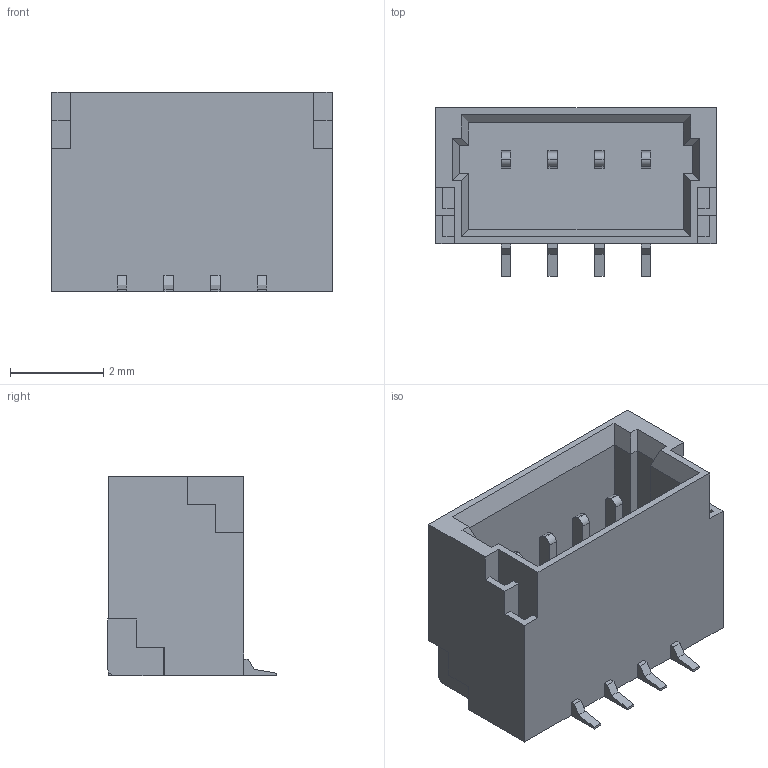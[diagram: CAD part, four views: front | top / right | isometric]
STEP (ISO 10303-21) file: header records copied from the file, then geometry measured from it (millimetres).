
FILE_DESCRIPTION (( 'STEP AP214' ), '1' );
FILE_NAME ('CONN-SMD_4P-L6.0-W2.9-H4.3-P1.0.step', '2022-08-08T03:31:52', ( '' ), ( '' ), 'SwSTEP 2.0', 'SolidWorks 2020', '' );
FILE_SCHEMA (( 'AUTOMOTIVE_DESIGN' ));
Length unit declared in the file: millimetre
Products named in the file (1): CONN-SMD_4P-L6.0-W2.9-H4.3-P1.0
Bounding box: 6 x 3.61 x 4.26 mm (x, y, z)
Volume: 38.3 mm3; surface area: 183.9 mm2
Topology: 14 solids, 14 shells, 431 faces, 1157 edges, 766 vertices
Faces by surface type: plane 309, bspline 112, cylinder 10
Entity records: 19411 total; most frequent: CARTESIAN_POINT 4459, ORIENTED_EDGE 2314, DIRECTION 1589, EDGE_CURVE 1157, VECTOR 909, LINE 909, VERTEX_POINT 766, EDGE_LOOP 455
